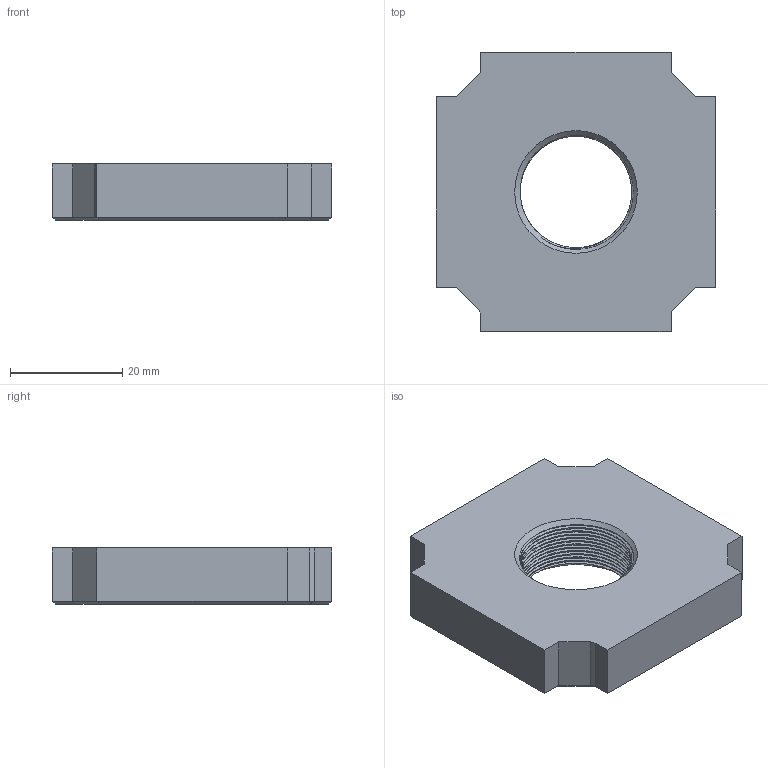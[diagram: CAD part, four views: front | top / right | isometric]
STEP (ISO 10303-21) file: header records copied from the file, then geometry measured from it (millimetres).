
FILE_DESCRIPTION(/* description */ (''),/* implementation_level */ '2;1');
FILE_NAME(/* name */ '20_Cube_Insert_RMS.ipt.step',/* time_stamp */ '2022-11-29T08:08:11+01:00',/* author */ ('diederichbenedict'),/* organization */ (''),/* preprocessor_version */ 'ST-DEVELOPER v18.1',/* originating_system */ 'Autodesk Inventor 2022',/* authorisation */ '');
FILE_SCHEMA (('AUTOMOTIVE_DESIGN { 1 0 10303 214 3 1 1 }'));
Length unit declared in the file: millimetre
Products named in the file (1): 20_Cube_Insert_RMS
Bounding box: 49.8 x 49.8 x 10 mm (x, y, z)
Volume: 19382.9 mm3; surface area: 6610 mm2
Topology: 1 solids, 1 shells, 66 faces, 174 edges, 110 vertices
Faces by surface type: plane 36, cylinder 25, cone 3, bspline 2
Full cylindrical faces by diameter (mm): 19.906 x10, 20.622 x11
Entity records: 5131 total; most frequent: CARTESIAN_POINT 3573, ORIENTED_EDGE 348, DIRECTION 256, EDGE_CURVE 174, LINE 110, VECTOR 110, VERTEX_POINT 110, AXIS2_PLACEMENT_3D 73
